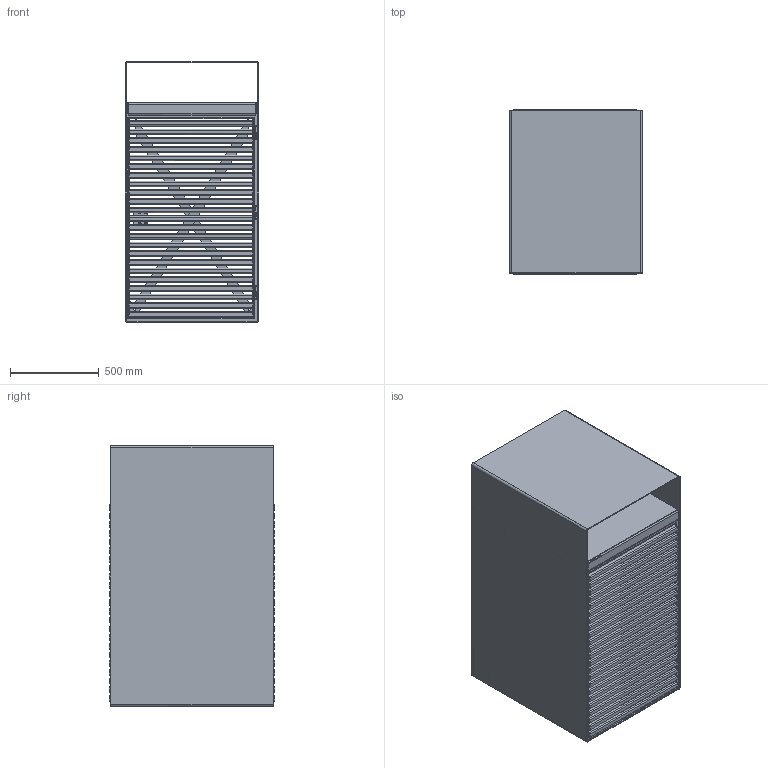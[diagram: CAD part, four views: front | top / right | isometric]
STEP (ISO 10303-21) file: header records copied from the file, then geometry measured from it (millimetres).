
FILE_DESCRIPTION(/* description */ (''),/* implementation_level */ '2;1');
FILE_NAME(/* name */ 'PRT05-C_UAP_PORT_Bin_3D',/* time_stamp */ '2018-01-24T20:24:50-05:00',/* author */ (''),/* organization */ (''),/* preprocessor_version */ 'ST-DEVELOPER v15',/* originating_system */ '',/* authorisation */ '');
FILE_SCHEMA (('AUTOMOTIVE_DESIGN'));
Length unit declared in the file: millimetre
Products named in the file (1): Document
Bounding box: 750 x 934 x 1470 mm (x, y, z)
Volume: 67352018.5 mm3; surface area: 14594023.2 mm2
Topology: 79 solids, 79 shells, 974 faces, 2272 edges, 1426 vertices
Faces by surface type: plane 570, bspline 404
Entity records: 26117 total; most frequent: CARTESIAN_POINT 10944, ORIENTED_EDGE 4472, EDGE_CURVE 2236, VERTEX_POINT 1426, B_SPLINE_CURVE_WITH_KNOTS 1395, EDGE_LOOP 1030, ADVANCED_FACE 974, FACE_OUTER_BOUND 974
